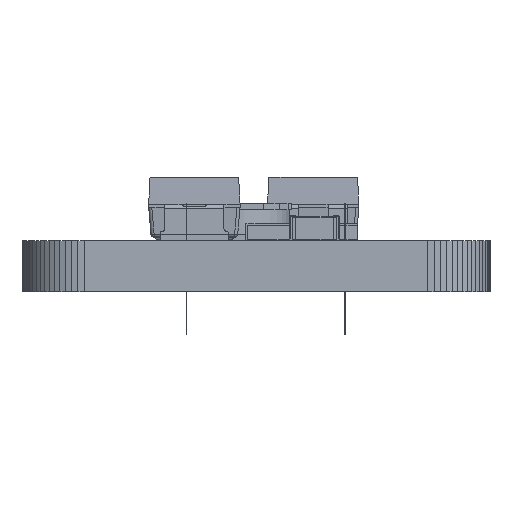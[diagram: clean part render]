
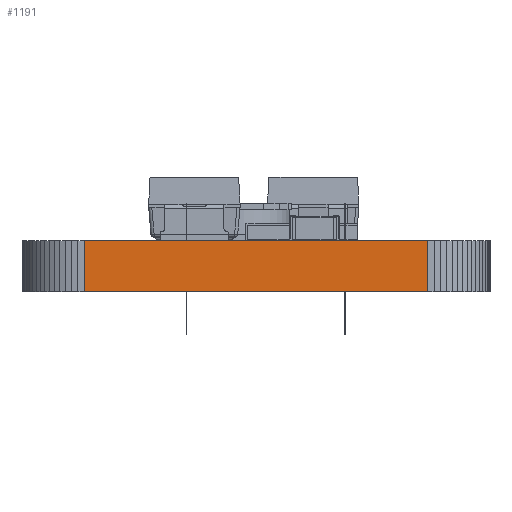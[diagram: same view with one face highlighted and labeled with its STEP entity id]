
A CAD part, left-side view. The second image highlights one B-rep face of the part: STEP entity #1191.
In plain terms, the highlighted planar face has unit normal (-1, 0, 0).
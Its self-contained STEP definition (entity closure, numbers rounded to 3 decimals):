
#1135 = VERTEX_POINT('',#1136);
#1136 = CARTESIAN_POINT('',(0.,-2.,0.82));
#1142 = EDGE_CURVE('',#1143,#1135,#1145,.T.);
#1143 = VERTEX_POINT('',#1144);
#1144 = CARTESIAN_POINT('',(0.,-2.,-0.82));
#1145 = LINE('',#1146,#1147);
#1146 = CARTESIAN_POINT('',(0.,-2.,-0.82));
#1147 = VECTOR('',#1148,1.);
#1148 = DIRECTION('',(0.,0.,1.));
#1191 = ADVANCED_FACE('',(#1192),#1217,.F.);
#1192 = FACE_BOUND('',#1193,.F.);
#1193 = EDGE_LOOP('',(#1194,#1195,#1203,#1211));
#1194 = ORIENTED_EDGE('',*,*,#1142,.T.);
#1195 = ORIENTED_EDGE('',*,*,#1196,.T.);
#1196 = EDGE_CURVE('',#1135,#1197,#1199,.T.);
#1197 = VERTEX_POINT('',#1198);
#1198 = CARTESIAN_POINT('',(0.,-13.,0.82));
#1199 = LINE('',#1200,#1201);
#1200 = CARTESIAN_POINT('',(0.,-2.,0.82));
#1201 = VECTOR('',#1202,1.);
#1202 = DIRECTION('',(0.,-1.,0.));
#1203 = ORIENTED_EDGE('',*,*,#1204,.F.);
#1204 = EDGE_CURVE('',#1205,#1197,#1207,.T.);
#1205 = VERTEX_POINT('',#1206);
#1206 = CARTESIAN_POINT('',(0.,-13.,-0.82));
#1207 = LINE('',#1208,#1209);
#1208 = CARTESIAN_POINT('',(0.,-13.,-0.82));
#1209 = VECTOR('',#1210,1.);
#1210 = DIRECTION('',(0.,0.,1.));
#1211 = ORIENTED_EDGE('',*,*,#1212,.F.);
#1212 = EDGE_CURVE('',#1143,#1205,#1213,.T.);
#1213 = LINE('',#1214,#1215);
#1214 = CARTESIAN_POINT('',(0.,-2.,-0.82));
#1215 = VECTOR('',#1216,1.);
#1216 = DIRECTION('',(0.,-1.,0.));
#1217 = PLANE('',#1218);
#1218 = AXIS2_PLACEMENT_3D('',#1219,#1220,#1221);
#1219 = CARTESIAN_POINT('',(0.,-2.,-0.82));
#1220 = DIRECTION('',(1.,0.,0.));
#1221 = DIRECTION('',(0.,-1.,0.));
